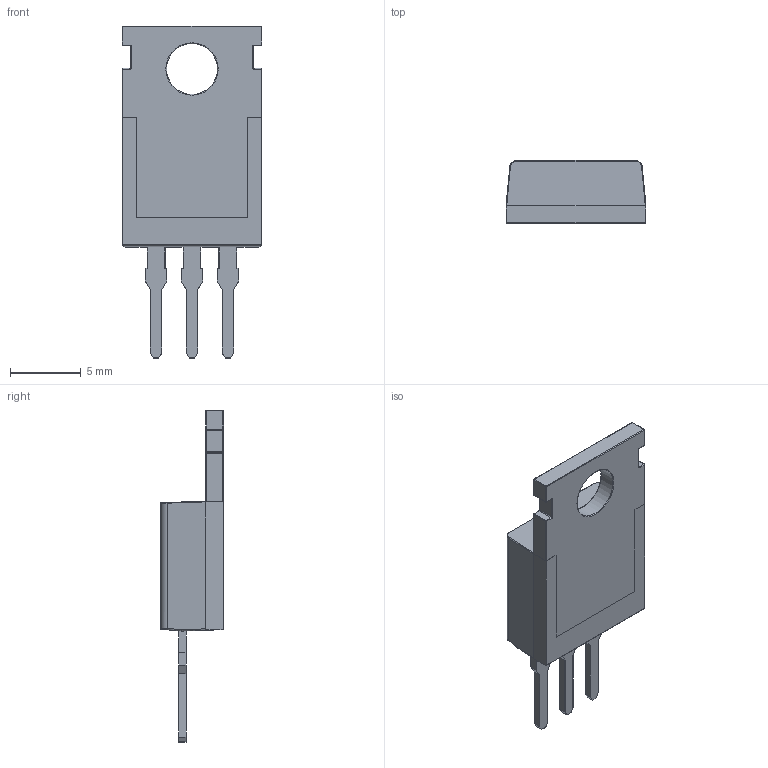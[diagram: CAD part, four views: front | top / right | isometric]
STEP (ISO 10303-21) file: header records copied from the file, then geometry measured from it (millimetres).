
FILE_DESCRIPTION (( 'STEP AP214' ), '1' );
FILE_NAME ('TO220.STEP', '2020-11-30T16:57:37', ( 'User Windows' ), ( '' ), 'SwSTEP 2.0', 'SolidWorks 2017', '' );
FILE_SCHEMA (( 'AUTOMOTIVE_DESIGN' ));
Length unit declared in the file: millimetre
Products named in the file (1): TO220
Bounding box: 9.9 x 4.46 x 23.49 mm (x, y, z)
Volume: 469 mm3; surface area: 716.6 mm2
Topology: 2 solids, 2 shells, 459 faces, 1107 edges, 589 vertices
Faces by surface type: cylinder 180, plane 132, sphere 74, bspline 37, torus 36
Full cylindrical faces by diameter (mm): 3.6 x1
Entity records: 19463 total; most frequent: CARTESIAN_POINT 4348, DIRECTION 2159, ORIENTED_EDGE 2056, EDGE_CURVE 1028, AXIS2_PLACEMENT_3D 800, VERTEX_POINT 589, VECTOR 559, LINE 559
